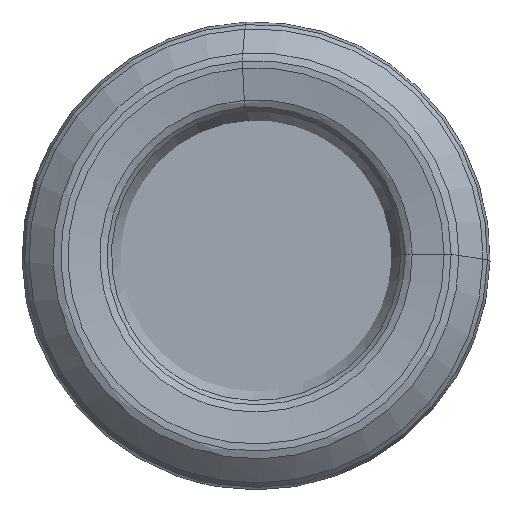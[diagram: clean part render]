
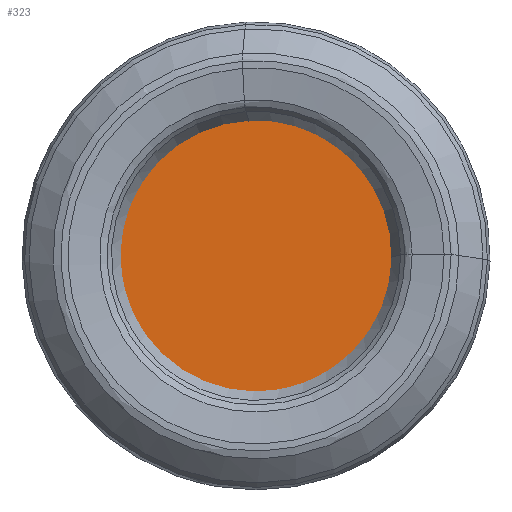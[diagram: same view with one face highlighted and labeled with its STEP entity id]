
A CAD part, left-side view. The second image highlights one B-rep face of the part: STEP entity #323.
In plain terms, the highlighted planar face has unit normal (-1, 0, 0).
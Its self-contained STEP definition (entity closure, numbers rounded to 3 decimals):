
#55=PLANE('',#1090);
#323=ADVANCED_FACE('',(#412),#55,.F.);
#412=FACE_OUTER_BOUND('',#490,.T.);
#490=EDGE_LOOP('',(#774));
#569=CIRCLE('',#1088,24.958);
#774=ORIENTED_EDGE('',*,*,#943,.T.);
#839=VERTEX_POINT('',#2184);
#943=EDGE_CURVE('',#839,#839,#569,.T.);
#1088=AXIS2_PLACEMENT_3D('',#2183,#1299,#1300);
#1090=AXIS2_PLACEMENT_3D('',#2186,#1303,#1304);
#1299=DIRECTION('',(-1.,0.,0.));
#1300=DIRECTION('',(0.,0.,1.));
#1303=DIRECTION('',(1.,0.,0.));
#1304=DIRECTION('',(0.,0.,-1.));
#2183=CARTESIAN_POINT('',(5.5,0.,0.));
#2184=CARTESIAN_POINT('',(5.5,0.,24.958));
#2186=CARTESIAN_POINT('',(5.5,12.5,0.));
